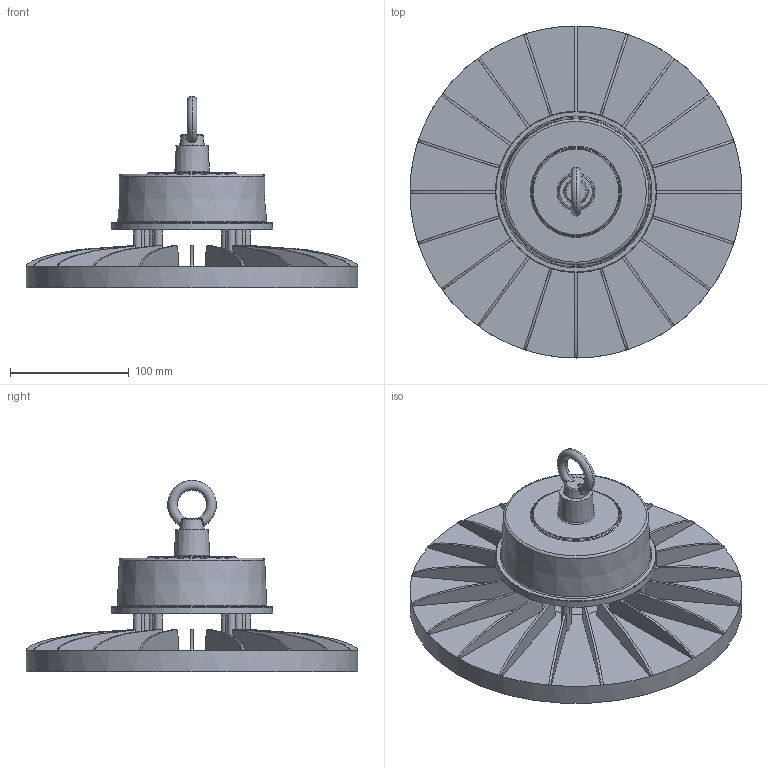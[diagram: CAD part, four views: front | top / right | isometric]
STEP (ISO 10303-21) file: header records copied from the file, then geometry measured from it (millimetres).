
FILE_DESCRIPTION (( 'STEP AP214' ), '1' );
FILE_NAME ('HB_G5_75W.STEP', '2024-06-11T07:11:34', ( '' ), ( '' ), 'SwSTEP 2.0', 'SolidWorks 2022', '' );
FILE_SCHEMA (( 'AUTOMOTIVE_DESIGN' ));
Length unit declared in the file: millimetre
Products named in the file (1): HB_G5_75W
Bounding box: 279.7 x 279.7 x 161.11 mm (x, y, z)
Volume: 1200180.6 mm3; surface area: 357616 mm2
Topology: 5 solids, 5 shells, 182 faces, 484 edges, 315 vertices
Faces by surface type: plane 87, bspline 43, cylinder 30, cone 15, torus 7
Full cylindrical faces by diameter (mm): 70 x1, 279.7 x1
Entity records: 10635 total; most frequent: CARTESIAN_POINT 4380, ORIENTED_EDGE 922, DIRECTION 752, EDGE_CURVE 461, VERTEX_POINT 313, AXIS2_PLACEMENT_3D 267, VECTOR 218, LINE 218
